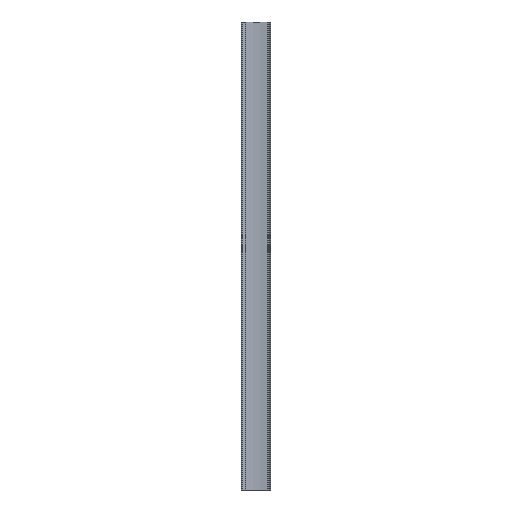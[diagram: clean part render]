
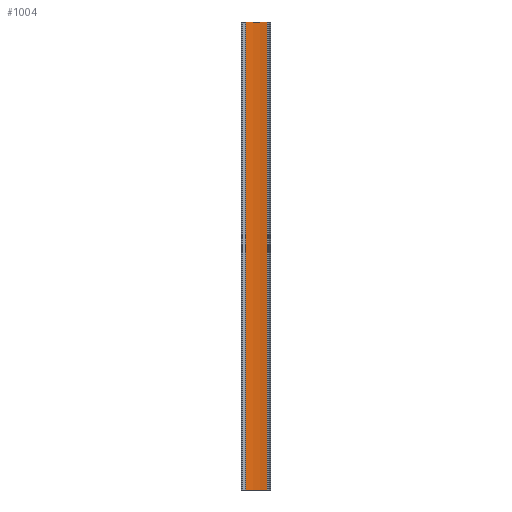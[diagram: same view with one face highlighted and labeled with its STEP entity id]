
A CAD part, front view. The second image highlights one B-rep face of the part: STEP entity #1004.
In plain terms, the highlighted cylindrical face has radius 64.5 mm (diameter 129 mm), a partial arc.
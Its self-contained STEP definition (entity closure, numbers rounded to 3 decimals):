
#101=LINE('',#1633,#197);
#102=LINE('',#1639,#198);
#197=VECTOR('',#1324,1000.);
#198=VECTOR('',#1331,1000.);
#353=ORIENTED_EDGE('',*,*,#626,.T.);
#354=ORIENTED_EDGE('',*,*,#625,.F.);
#355=ORIENTED_EDGE('',*,*,#627,.F.);
#356=ORIENTED_EDGE('',*,*,#628,.T.);
#625=EDGE_CURVE('',#748,#747,#101,.T.);
#626=EDGE_CURVE('',#749,#747,#823,.T.);
#627=EDGE_CURVE('',#750,#748,#824,.T.);
#628=EDGE_CURVE('',#750,#749,#102,.T.);
#747=VERTEX_POINT('',#1630);
#748=VERTEX_POINT('',#1632);
#749=VERTEX_POINT('',#1636);
#750=VERTEX_POINT('',#1638);
#823=CIRCLE('',#1104,64.5);
#824=CIRCLE('',#1105,64.5);
#873=EDGE_LOOP('',(#353,#354,#355,#356));
#925=FACE_BOUND('',#873,.T.);
#965=CYLINDRICAL_SURFACE('',#1103,64.5);
#1004=ADVANCED_FACE('',(#925),#965,.F.);
#1103=AXIS2_PLACEMENT_3D('',#1634,#1325,#1326);
#1104=AXIS2_PLACEMENT_3D('',#1635,#1327,#1328);
#1105=AXIS2_PLACEMENT_3D('',#1637,#1329,#1330);
#1324=DIRECTION('',(0.,0.,1.));
#1325=DIRECTION('',(0.,0.,1.));
#1326=DIRECTION('',(1.,0.,0.));
#1327=DIRECTION('',(0.,0.,1.));
#1328=DIRECTION('',(1.,0.,0.));
#1329=DIRECTION('',(0.,0.,1.));
#1330=DIRECTION('',(1.,0.,0.));
#1331=DIRECTION('',(0.,0.,1.));
#1630=CARTESIAN_POINT('',(-11.335,6.696,0.));
#1632=CARTESIAN_POINT('',(-11.335,6.696,-500.));
#1633=CARTESIAN_POINT('',(-11.335,6.696,-500.));
#1634=CARTESIAN_POINT('',(0.,-56.8,-500.));
#1635=CARTESIAN_POINT('',(0.,-56.8,0.));
#1636=CARTESIAN_POINT('',(11.335,6.696,0.));
#1637=CARTESIAN_POINT('',(0.,-56.8,-500.));
#1638=CARTESIAN_POINT('',(11.335,6.696,-500.));
#1639=CARTESIAN_POINT('',(11.335,6.696,-500.));
